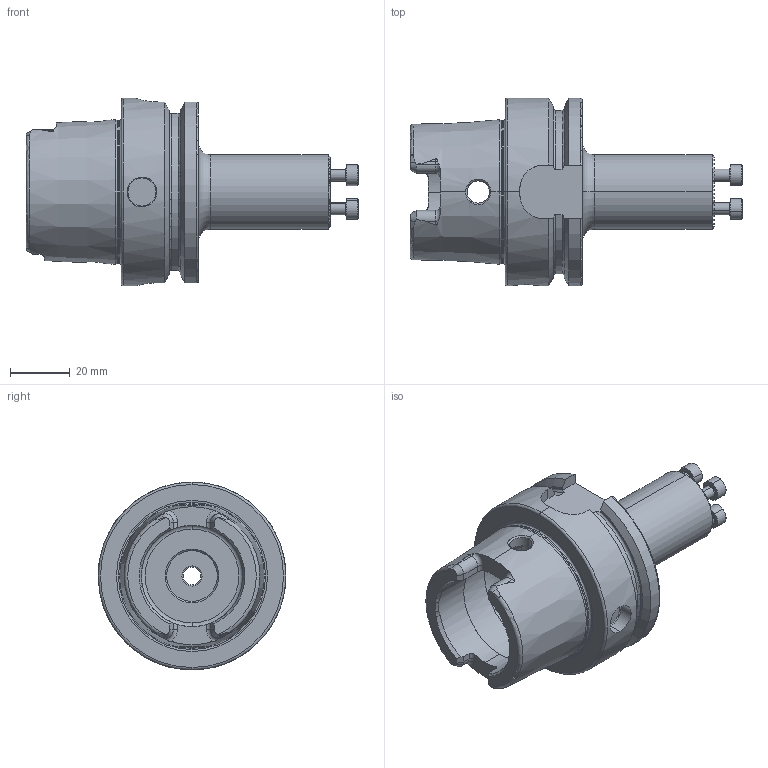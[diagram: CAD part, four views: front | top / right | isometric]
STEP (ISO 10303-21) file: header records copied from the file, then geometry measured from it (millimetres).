
FILE_DESCRIPTION (( 'STEP AP214' ), '1' );
FILE_NAME ('HA6.WK3.025.105.STEP', '2020-09-16T12:46:45', ( '' ), ( '' ), 'SwSTEP 2.0', 'SolidWorks 2017', '' );
FILE_SCHEMA (( 'AUTOMOTIVE_DESIGN' ));
Length unit declared in the file: millimetre
Products named in the file (4): HA6-WK3.025.105_A; HA6.WK3.025.105; DIN 3771 - 6x1; ISO 4762 - M4 x 12
Assembly tree (6 placements, depth 2):
  HA6.WK3.025.105
    HA6-WK3.025.105_A
    ISO 4762 - M4 x 12  x4
    DIN 3771 - 6x1
Bounding box: 111.4 x 63 x 63 mm (x, y, z)
Volume: 102327.6 mm3; surface area: 28499.5 mm2
Topology: 6 solids, 6 shells, 486 faces, 1290 edges, 809 vertices
Faces by surface type: plane 238, cylinder 117, cone 68, torus 51, bspline 12
Entity records: 15841 total; most frequent: CARTESIAN_POINT 5292, ORIENTED_EDGE 2212, DIRECTION 1826, EDGE_CURVE 1106, AXIS2_PLACEMENT_3D 722, VERTEX_POINT 710, EDGE_LOOP 416, ADVANCED_FACE 405
